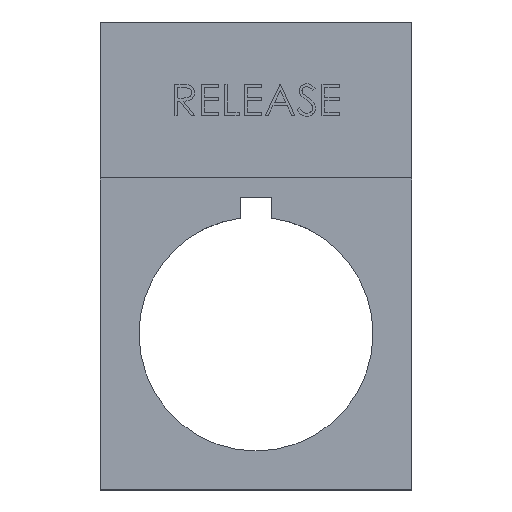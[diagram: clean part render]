
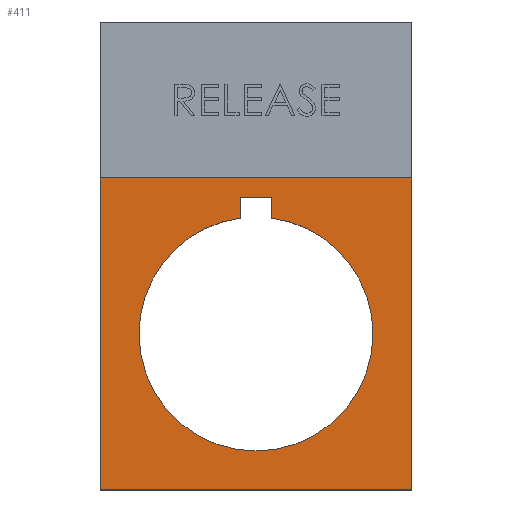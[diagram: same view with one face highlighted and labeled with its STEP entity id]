
A CAD part, top view. The second image highlights one B-rep face of the part: STEP entity #411.
In plain terms, the highlighted planar face has unit normal (0, 0, 1).
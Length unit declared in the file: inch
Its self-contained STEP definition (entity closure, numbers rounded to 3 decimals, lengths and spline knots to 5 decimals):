
#58 = DIRECTION ( 'NONE',  ( 1., 0., 0. ) ) ;
#67 = AXIS2_PLACEMENT_3D ( 'NONE', #576, #5638, #58 ) ;
#69 = CARTESIAN_POINT ( 'NONE',  ( 0.05906, 0.5177, 0.01969 ) ) ;
#85 = CARTESIAN_POINT ( 'NONE',  ( -0.59055, 1.1811, 0.01969 ) ) ;
#113 = VERTEX_POINT ( 'NONE', #1689 ) ;
#154 = EDGE_CURVE ( 'NONE', #487, #4989, #968, .T. ) ;
#215 = CARTESIAN_POINT ( 'NONE',  ( 0.59055, 0.59055, 0.01969 ) ) ;
#336 = VERTEX_POINT ( 'NONE', #2268 ) ;
#411 = ADVANCED_FACE ( 'NONE', ( #4895, #2129 ), #1535, .T. ) ;
#451 = LINE ( 'NONE', #2498, #2979 ) ;
#487 = VERTEX_POINT ( 'NONE', #3808 ) ;
#539 = EDGE_CURVE ( 'NONE', #635, #113, #5745, .T. ) ;
#576 = CARTESIAN_POINT ( 'NONE',  ( 0., 0., 0.01969 ) ) ;
#580 = EDGE_CURVE ( 'NONE', #4989, #2581, #5593, .T. ) ;
#635 = VERTEX_POINT ( 'NONE', #215 ) ;
#745 = ORIENTED_EDGE ( 'NONE', *, *, #4789, .T. ) ;
#778 = ORIENTED_EDGE ( 'NONE', *, *, #1821, .T. ) ;
#793 = LINE ( 'NONE', #4863, #4070 ) ;
#903 = AXIS2_PLACEMENT_3D ( 'NONE', #5001, #5663, #3816 ) ;
#945 = DIRECTION ( 'NONE',  ( 1., 0., 0. ) ) ;
#954 = CARTESIAN_POINT ( 'NONE',  ( -0.05906, 0.5177, 0.01969 ) ) ;
#968 = CIRCLE ( 'NONE', #2071, 0.44291 ) ;
#991 = VECTOR ( 'NONE', #945, 39.37008 ) ;
#1220 = DIRECTION ( 'NONE',  ( 0., 1., 0. ) ) ;
#1253 = LINE ( 'NONE', #3033, #1911 ) ;
#1333 = ORIENTED_EDGE ( 'NONE', *, *, #580, .T. ) ;
#1535 = PLANE ( 'NONE',  #3334 ) ;
#1636 = ORIENTED_EDGE ( 'NONE', *, *, #5552, .T. ) ;
#1689 = CARTESIAN_POINT ( 'NONE',  ( 0.59055, -0.59055, 0.01969 ) ) ;
#1821 = EDGE_CURVE ( 'NONE', #2581, #2206, #793, .T. ) ;
#1911 = VECTOR ( 'NONE', #4888, 39.37008 ) ;
#2059 = DIRECTION ( 'NONE',  ( 0., -1., 0. ) ) ;
#2071 = AXIS2_PLACEMENT_3D ( 'NONE', #3594, #5535, #4112 ) ;
#2129 = FACE_OUTER_BOUND ( 'NONE', #3051, .T. ) ;
#2206 = VERTEX_POINT ( 'NONE', #954 ) ;
#2268 = CARTESIAN_POINT ( 'NONE',  ( 0.05906, 0.43896, 0.01969 ) ) ;
#2347 = B_SPLINE_CURVE_WITH_KNOTS ( 'NONE', 3,
 ( #3449, #2578, #4415, #2500 ),
 .UNSPECIFIED., .F., .F.,
 ( 4, 4 ),
 ( 0., 1. ),
 .UNSPECIFIED. ) ;
#2459 = CARTESIAN_POINT ( 'NONE',  ( -0.59055, -0.59055, 0.01969 ) ) ;
#2491 = DIRECTION ( 'NONE',  ( 1., 0., 0. ) ) ;
#2498 = CARTESIAN_POINT ( 'NONE',  ( 0.05906, 0.43896, 0.01969 ) ) ;
#2500 = CARTESIAN_POINT ( 'NONE',  ( -0.59055, 0.59055, 0.01969 ) ) ;
#2578 = CARTESIAN_POINT ( 'NONE',  ( 0.19685, 0.59055, 0.01969 ) ) ;
#2581 = VERTEX_POINT ( 'NONE', #3606 ) ;
#2707 = VECTOR ( 'NONE', #2059, 39.37008 ) ;
#2764 = EDGE_CURVE ( 'NONE', #2206, #4628, #5202, .T. ) ;
#2798 = ORIENTED_EDGE ( 'NONE', *, *, #539, .F. ) ;
#2881 = ORIENTED_EDGE ( 'NONE', *, *, #154, .T. ) ;
#2913 = DIRECTION ( 'NONE',  ( 0., -1., 0. ) ) ;
#2979 = VECTOR ( 'NONE', #2913, 39.37008 ) ;
#3033 = CARTESIAN_POINT ( 'NONE',  ( -0.59055, -0.59055, 0.01969 ) ) ;
#3051 = EDGE_LOOP ( 'NONE', ( #5553, #2798, #1636, #3427 ) ) ;
#3334 = AXIS2_PLACEMENT_3D ( 'NONE', #4784, #5250, #2491 ) ;
#3427 = ORIENTED_EDGE ( 'NONE', *, *, #5870, .F. ) ;
#3449 = CARTESIAN_POINT ( 'NONE',  ( 0.59055, 0.59055, 0.01969 ) ) ;
#3485 = EDGE_CURVE ( 'NONE', #113, #3851, #1253, .T. ) ;
#3594 = CARTESIAN_POINT ( 'NONE',  ( 0., 0., 0.01969 ) ) ;
#3606 = CARTESIAN_POINT ( 'NONE',  ( -0.05906, 0.43896, 0.01969 ) ) ;
#3808 = CARTESIAN_POINT ( 'NONE',  ( 0.44291, 0., 0.01969 ) ) ;
#3816 = DIRECTION ( 'NONE',  ( 1., 0., 0. ) ) ;
#3851 = VERTEX_POINT ( 'NONE', #2459 ) ;
#3888 = VECTOR ( 'NONE', #5602, 39.37008 ) ;
#4054 = LINE ( 'NONE', #85, #3888 ) ;
#4070 = VECTOR ( 'NONE', #1220, 39.37008 ) ;
#4112 = DIRECTION ( 'NONE',  ( 1., 0., 0. ) ) ;
#4305 = CARTESIAN_POINT ( 'NONE',  ( -0.44291, 0., 0.01969 ) ) ;
#4346 = EDGE_CURVE ( 'NONE', #4628, #336, #451, .T. ) ;
#4415 = CARTESIAN_POINT ( 'NONE',  ( -0.19685, 0.59055, 0.01969 ) ) ;
#4452 = ORIENTED_EDGE ( 'NONE', *, *, #2764, .T. ) ;
#4499 = CARTESIAN_POINT ( 'NONE',  ( -0.59055, 0.59055, 0.01969 ) ) ;
#4628 = VERTEX_POINT ( 'NONE', #4949 ) ;
#4656 = CIRCLE ( 'NONE', #67, 0.44291 ) ;
#4784 = CARTESIAN_POINT ( 'NONE',  ( 0., 0.29528, 0.01969 ) ) ;
#4789 = EDGE_CURVE ( 'NONE', #336, #487, #4656, .T. ) ;
#4839 = CARTESIAN_POINT ( 'NONE',  ( 0.59055, -0.59055, 0.01969 ) ) ;
#4863 = CARTESIAN_POINT ( 'NONE',  ( -0.05906, 0.5177, 0.01969 ) ) ;
#4888 = DIRECTION ( 'NONE',  ( -1., 0., 0. ) ) ;
#4895 = FACE_BOUND ( 'NONE', #4983, .T. ) ;
#4920 = ORIENTED_EDGE ( 'NONE', *, *, #4346, .T. ) ;
#4949 = CARTESIAN_POINT ( 'NONE',  ( 0.05906, 0.5177, 0.01969 ) ) ;
#4983 = EDGE_LOOP ( 'NONE', ( #4452, #4920, #745, #2881, #1333, #778 ) ) ;
#4989 = VERTEX_POINT ( 'NONE', #4305 ) ;
#5001 = CARTESIAN_POINT ( 'NONE',  ( 0., 0., 0.01969 ) ) ;
#5202 = LINE ( 'NONE', #69, #991 ) ;
#5250 = DIRECTION ( 'NONE',  ( 0., 0., 1. ) ) ;
#5535 = DIRECTION ( 'NONE',  ( 0., 0., -1. ) ) ;
#5552 = EDGE_CURVE ( 'NONE', #635, #5705, #2347, .T. ) ;
#5553 = ORIENTED_EDGE ( 'NONE', *, *, #3485, .F. ) ;
#5593 = CIRCLE ( 'NONE', #903, 0.44291 ) ;
#5602 = DIRECTION ( 'NONE',  ( 0., 1., 0. ) ) ;
#5638 = DIRECTION ( 'NONE',  ( 0., 0., -1. ) ) ;
#5663 = DIRECTION ( 'NONE',  ( 0., 0., -1. ) ) ;
#5705 = VERTEX_POINT ( 'NONE', #4499 ) ;
#5745 = LINE ( 'NONE', #4839, #2707 ) ;
#5870 = EDGE_CURVE ( 'NONE', #3851, #5705, #4054, .T. ) ;
